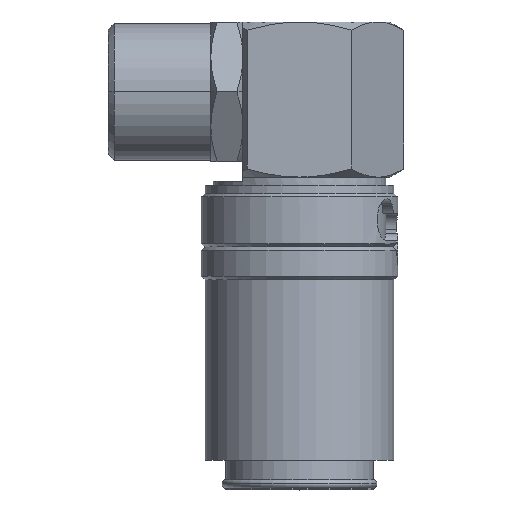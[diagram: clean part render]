
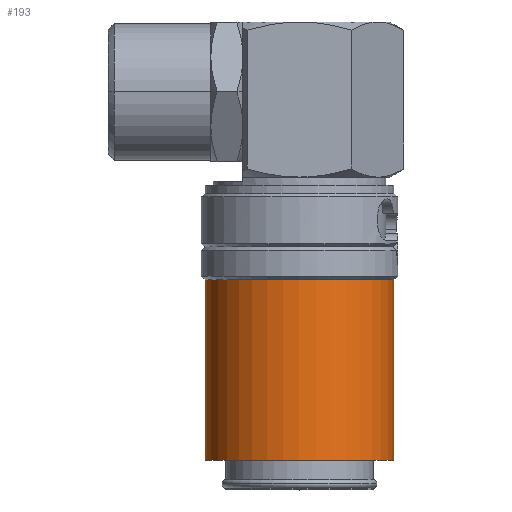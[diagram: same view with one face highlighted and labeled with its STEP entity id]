
A CAD part, top view. The second image highlights one B-rep face of the part: STEP entity #193.
In plain terms, the highlighted cylindrical face has radius 11.5 mm (diameter 23 mm), a partial arc.
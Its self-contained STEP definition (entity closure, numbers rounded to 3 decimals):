
#193=ADVANCED_FACE('',(#455),#456,.T.);
#455=FACE_OUTER_BOUND('',#784,.T.);
#456=CYLINDRICAL_SURFACE('',#785,11.5);
#784=EDGE_LOOP('',(#1316,#1317,#1318,#1319));
#785=AXIS2_PLACEMENT_3D('',#1320,#1321,#1322);
#1316=ORIENTED_EDGE('',*,*,#2101,.T.);
#1317=ORIENTED_EDGE('',*,*,#2102,.F.);
#1318=ORIENTED_EDGE('',*,*,#2103,.T.);
#1319=ORIENTED_EDGE('',*,*,#1989,.T.);
#1320=CARTESIAN_POINT('',(0.0,14.6,0.0));
#1321=DIRECTION('',(-0.0,1.0,0.0));
#1322=DIRECTION('',(1.0,0.0,0.0));
#1989=EDGE_CURVE('',#2394,#2393,#2396,.T.);
#2101=EDGE_CURVE('',#2393,#2568,#2569,.T.);
#2102=EDGE_CURVE('',#2570,#2568,#2571,.T.);
#2103=EDGE_CURVE('',#2570,#2394,#2572,.T.);
#2393=VERTEX_POINT('',#3197);
#2394=VERTEX_POINT('',#3198);
#2396=CIRCLE('',#3200,11.5);
#2568=VERTEX_POINT('',#3876);
#2569=LINE('',#3877,#3878);
#2570=VERTEX_POINT('',#3879);
#2571=CIRCLE('',#3880,11.5);
#2572=LINE('',#3881,#3882);
#3197=CARTESIAN_POINT('',(11.5,3.6,0.0));
#3198=CARTESIAN_POINT('',(-11.5,3.6,0.));
#3200=AXIS2_PLACEMENT_3D('',#4536,#4537,#4538);
#3876=CARTESIAN_POINT('',(11.5,25.6,0.0));
#3877=CARTESIAN_POINT('',(11.5,14.6,0.));
#3878=VECTOR('',#4652,1.0);
#3879=CARTESIAN_POINT('',(-11.5,25.6,0.));
#3880=AXIS2_PLACEMENT_3D('',#4653,#4654,#4655);
#3881=CARTESIAN_POINT('',(-11.5,14.6,0.));
#3882=VECTOR('',#4656,1.0);
#4536=CARTESIAN_POINT('',(0.0,3.6,0.0));
#4537=DIRECTION('',(-0.0,1.0,0.0));
#4538=DIRECTION('',(1.0,0.0,0.0));
#4652=DIRECTION('',(0.0,1.0,0.0));
#4653=CARTESIAN_POINT('',(0.0,25.6,0.0));
#4654=DIRECTION('',(-0.0,1.0,0.0));
#4655=DIRECTION('',(1.0,0.0,0.0));
#4656=DIRECTION('',(-0.0,-1.0,-0.0));
